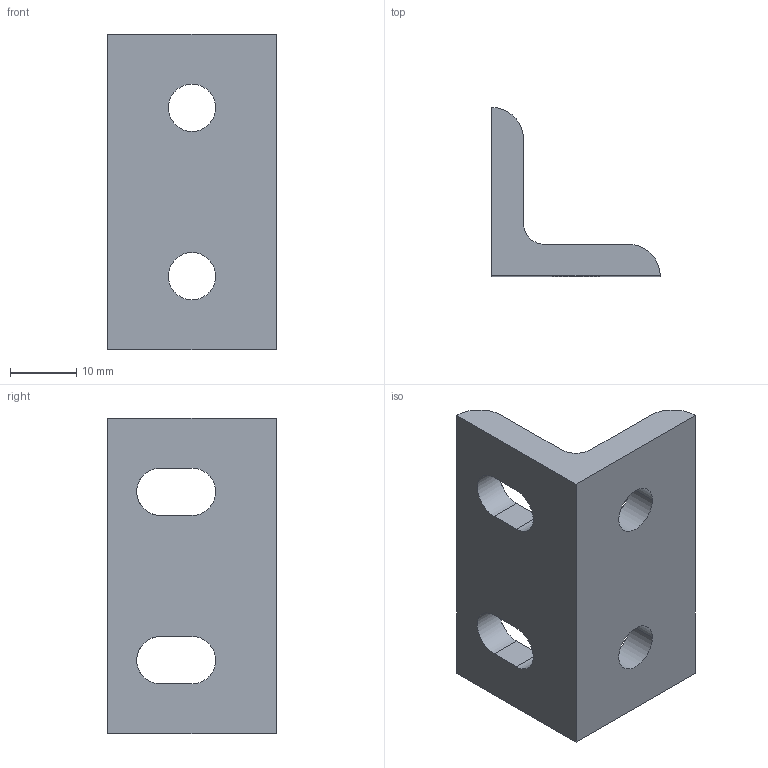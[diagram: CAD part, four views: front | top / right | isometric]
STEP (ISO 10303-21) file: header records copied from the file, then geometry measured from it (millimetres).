
FILE_DESCRIPTION (( 'STEP AP203' ), '1' );
FILE_NAME ('3136N173_T-Slotted Framing.STEP', '2021-07-29T02:02:32', ( 'Administrator' ), ( 'Managed by Terraform' ), 'SwSTEP 2.0', 'SolidWorks 2017', '' );
FILE_SCHEMA (( 'CONFIG_CONTROL_DESIGN' ));
Length unit declared in the file: inch
Products named in the file (1): 3136N173_T-Slotted Framing
Bounding box: 25.4 x 25.4 x 47.62 mm (x, y, z)
Volume: 9014.1 mm3; surface area: 5065.9 mm2
Topology: 1 solids, 1 shells, 21 faces, 63 edges, 42 vertices
Faces by surface type: cylinder 11, plane 10
Entity records: 834 total; most frequent: CARTESIAN_POINT 149, DIRECTION 129, ORIENTED_EDGE 126, EDGE_CURVE 63, AXIS2_PLACEMENT_3D 46, VERTEX_POINT 42, VECTOR 37, LINE 37
